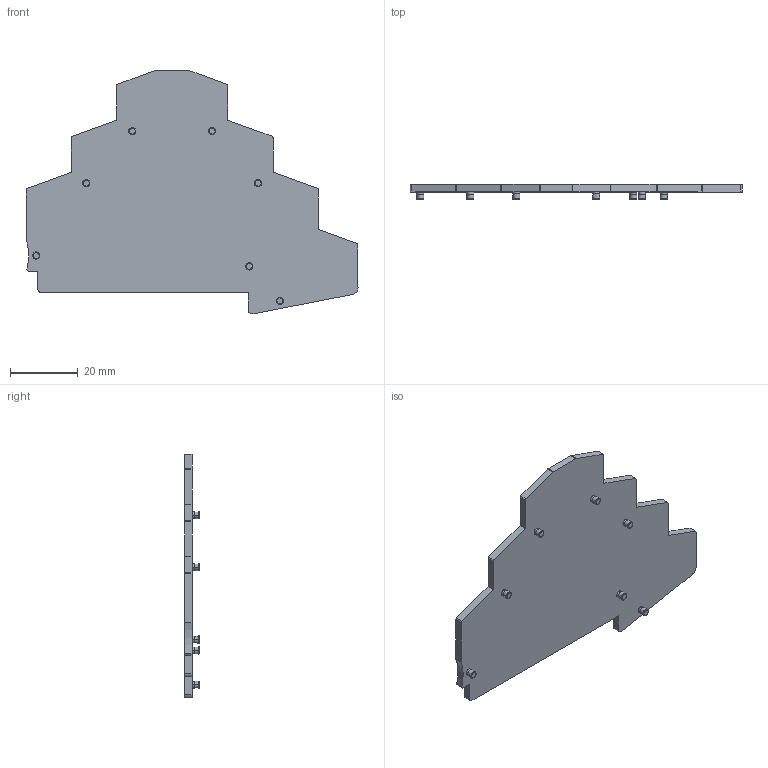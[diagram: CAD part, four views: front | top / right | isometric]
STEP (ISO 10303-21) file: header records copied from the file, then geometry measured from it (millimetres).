
FILE_DESCRIPTION((''),'2;1');
FILE_NAME('8YB750343','2021-11-23T',('Administrator'),(''),'PRO/ENGINEER BY PARAMETRIC TECHNOLOGY CORPORATION, 2013230','PRO/ENGINEER BY PARAMETRIC TECHNOLOGY CORPORATION, 2013230','');
FILE_SCHEMA(('AUTOMOTIVE_DESIGN { 1 0 10303 214 1 1 1 1 }'));
Length unit declared in the file: millimetre
Products named in the file (1): 8YB750343
Bounding box: 98.2 x 4.4 x 72 mm (x, y, z)
Volume: 10131.9 mm3; surface area: 9936.7 mm2
Topology: 1 solids, 1 shells, 87 faces, 206 edges, 128 vertices
Faces by surface type: plane 30, cylinder 29, cone 14, torus 14
Entity records: 2577 total; most frequent: DIRECTION 480, CARTESIAN_POINT 423, ORIENTED_EDGE 412, EDGE_CURVE 206, AXIS2_PLACEMENT_3D 187, VERTEX_POINT 128, VECTOR 106, LINE 106
